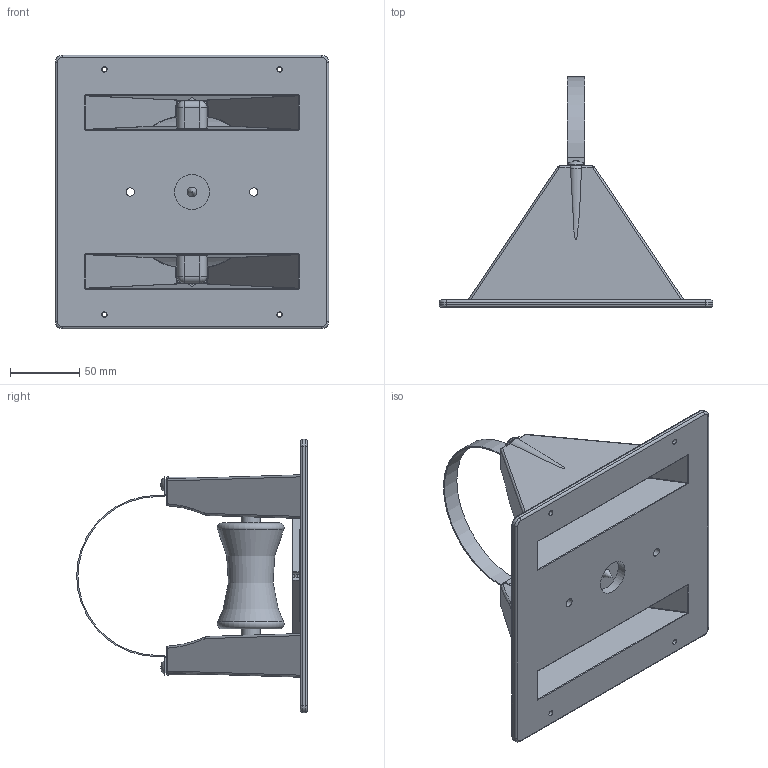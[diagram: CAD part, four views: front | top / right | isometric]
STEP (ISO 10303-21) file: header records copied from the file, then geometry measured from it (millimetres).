
FILE_DESCRIPTION((''),'2;1');
FILE_NAME('3-R-2 with PIPESTRAP.stp','2012-11-21T08:25:49',('rdavis'),(''),'Autodesk Inventor 2013','Autodesk Inventor 2013','');
FILE_SCHEMA(('AUTOMOTIVE_DESIGN { 1 0 10303 214 1 1 1 1 }'));
Length unit declared in the file: inch
Products named in the file (8): 3-R-2 with PIPESTRAP; 3-R-2; 3R No Logo; 3-R roller assy; 3 inch Roller_3_ Roller; Rod for 3R Pipestand; Pipe Strap 3R2; Cross Recessed Truss Head Tapping Screw - Type AB - Type II No. 10 - 16 - 5/8
Assembly tree (8 placements, depth 4):
  3-R-2 with PIPESTRAP
    3-R-2
      3R No Logo
      3-R roller assy
        3 inch Roller_3_ Roller
        Rod for 3R Pipestand
    Pipe Strap 3R2
    Cross Recessed Truss Head Tapping Screw - Type AB - Type II No. 10 - 16 - 5/8  x2
Bounding box: 196.85 x 166.04 x 196.85 mm (x, y, z)
Volume: 393516.4 mm3; surface area: 211852.2 mm2
Topology: 6 solids, 6 shells, 1731 faces, 4541 edges, 2951 vertices
Faces by surface type: plane 1037, bspline 399, cylinder 141, torus 65, sphere 46, cone 43
Full cylindrical faces by diameter (mm): 3.81 x4, 4.826 x2, 5.08 x1, 6.096 x2, 6.35 x3, 11.379 x2, 13.97 x1, 16.922 x1, 19.939 x2, 25.083 x1, 41.224 x2
Entity records: 74595 total; most frequent: CARTESIAN_POINT 33487, ORIENTED_EDGE 8852, DIRECTION 6674, EDGE_CURVE 4426, VECTOR 2994, LINE 2994, VERTEX_POINT 2890, EDGE_LOOP 1882
